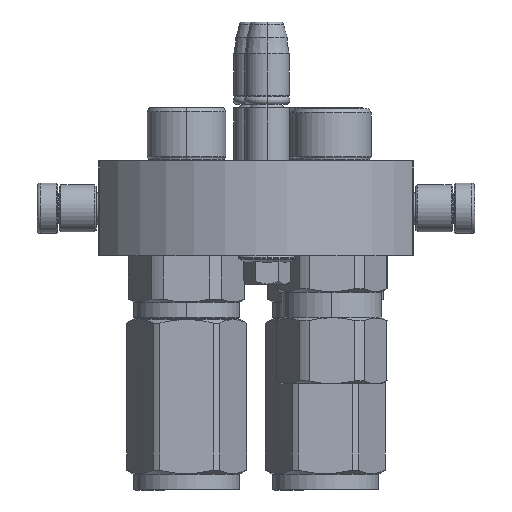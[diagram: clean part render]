
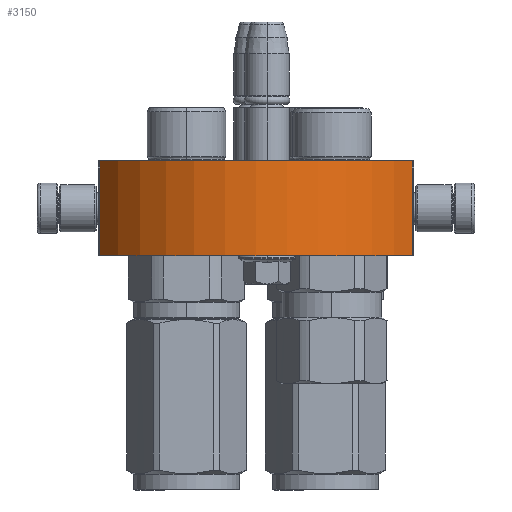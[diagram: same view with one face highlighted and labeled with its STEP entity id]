
A CAD part, left-side view. The second image highlights one B-rep face of the part: STEP entity #3150.
In plain terms, the highlighted cylindrical face has radius 57.25 mm (diameter 114.5 mm), a partial arc.
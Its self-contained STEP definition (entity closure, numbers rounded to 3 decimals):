
#1023 = EDGE_CURVE ( 'NONE', #37622, #8717, #37677, .T. ) ;
#2616 = EDGE_CURVE ( 'NONE', #36151, #50506, #27133, .T. ) ;
#3150 = ADVANCED_FACE ( 'NONE', ( #4017 ), #27145, .T. ) ;
#4017 = FACE_OUTER_BOUND ( 'NONE', #24757, .T. ) ;
#5218 = ORIENTED_EDGE ( 'NONE', *, *, #27041, .T. ) ;
#5475 = CARTESIAN_POINT ( 'NONE',  ( 49.5, 30., -28.763 ) ) ;
#5965 = ORIENTED_EDGE ( 'NONE', *, *, #33735, .F. ) ;
#7927 = VECTOR ( 'NONE', #8250, 1000. ) ;
#8250 = DIRECTION ( 'NONE',  ( 0., 1., 0. ) ) ;
#8717 = VERTEX_POINT ( 'NONE', #37308 ) ;
#9903 = LINE ( 'NONE', #19928, #45519 ) ;
#10239 = CARTESIAN_POINT ( 'NONE',  ( 49.5, 0., -28.763 ) ) ;
#10508 = CARTESIAN_POINT ( 'NONE',  ( 0., 0., 0. ) ) ;
#12076 = DIRECTION ( 'NONE',  ( 0., 1., 0. ) ) ;
#13428 = CARTESIAN_POINT ( 'NONE',  ( 0., 0., 0. ) ) ;
#16098 = CARTESIAN_POINT ( 'NONE',  ( 0., 30., 0. ) ) ;
#16257 = DIRECTION ( 'NONE',  ( 0.865, 0., -0.502 ) ) ;
#19928 = CARTESIAN_POINT ( 'NONE',  ( 49.5, 0., -28.763 ) ) ;
#20705 = ORIENTED_EDGE ( 'NONE', *, *, #2616, .T. ) ;
#20816 = ORIENTED_EDGE ( 'NONE', *, *, #1023, .F. ) ;
#23674 = AXIS2_PLACEMENT_3D ( 'NONE', #10508, #34575, #26733 ) ;
#24757 = EDGE_LOOP ( 'NONE', ( #20816, #5965, #20705, #5218 ) ) ;
#26733 = DIRECTION ( 'NONE',  ( 1., 0., 0. ) ) ;
#27041 = EDGE_CURVE ( 'NONE', #50506, #8717, #28491, .T. ) ;
#27133 = CIRCLE ( 'NONE', #40712, 57.25 ) ;
#27145 = CYLINDRICAL_SURFACE ( 'NONE', #23674, 57.25 ) ;
#28491 = LINE ( 'NONE', #48368, #7927 ) ;
#33181 = DIRECTION ( 'NONE',  ( 0., 1., 0. ) ) ;
#33735 = EDGE_CURVE ( 'NONE', #36151, #37622, #9903, .T. ) ;
#34575 = DIRECTION ( 'NONE',  ( 0., -1., 0. ) ) ;
#36151 = VERTEX_POINT ( 'NONE', #10239 ) ;
#37308 = CARTESIAN_POINT ( 'NONE',  ( -49.5, 30., -28.763 ) ) ;
#37622 = VERTEX_POINT ( 'NONE', #5475 ) ;
#37677 = CIRCLE ( 'NONE', #50963, 57.25 ) ;
#40712 = AXIS2_PLACEMENT_3D ( 'NONE', #13428, #12076, #16257 ) ;
#43715 = DIRECTION ( 'NONE',  ( 0., 1., 0. ) ) ;
#45519 = VECTOR ( 'NONE', #33181, 1000. ) ;
#47269 = CARTESIAN_POINT ( 'NONE',  ( -49.5, 0., -28.763 ) ) ;
#48368 = CARTESIAN_POINT ( 'NONE',  ( -49.5, 0., -28.763 ) ) ;
#50506 = VERTEX_POINT ( 'NONE', #47269 ) ;
#50963 = AXIS2_PLACEMENT_3D ( 'NONE', #16098, #43715, #51344 ) ;
#51344 = DIRECTION ( 'NONE',  ( 0.865, 0., -0.502 ) ) ;
